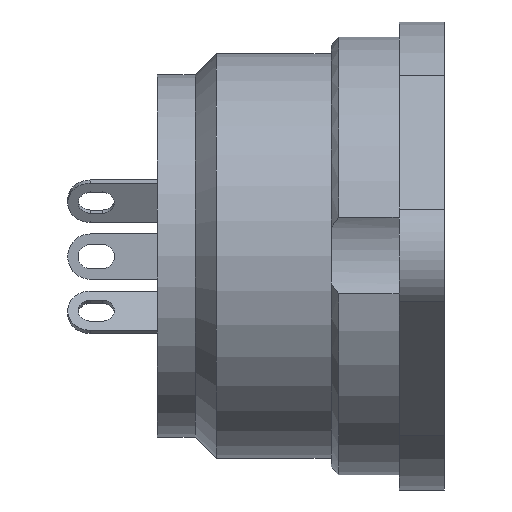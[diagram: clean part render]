
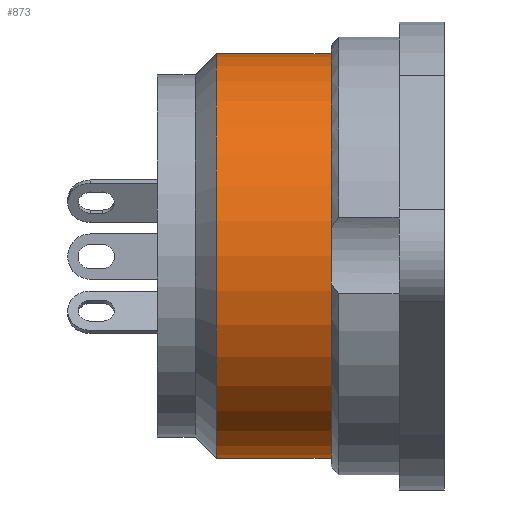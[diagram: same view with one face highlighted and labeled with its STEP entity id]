
A CAD part, top view. The second image highlights one B-rep face of the part: STEP entity #873.
In plain terms, the highlighted cylindrical face has radius 13.4 mm (diameter 26.8 mm), a full revolution.
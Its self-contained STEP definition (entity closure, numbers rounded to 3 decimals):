
#540=FACE_BOUND('',#1457,.T.);
#541=FACE_BOUND('',#1458,.T.);
#873=ADVANCED_FACE('',(#540,#541),#1015,.T.);
#1015=CYLINDRICAL_SURFACE('',#5364,13.4);
#1457=EDGE_LOOP('',(#3222));
#1458=EDGE_LOOP('',(#3223));
#3222=ORIENTED_EDGE('',*,*,#4790,.T.);
#3223=ORIENTED_EDGE('',*,*,#4823,.T.);
#4145=VERTEX_POINT('',#8398);
#4172=VERTEX_POINT('',#8637);
#4790=EDGE_CURVE('',#4145,#4145,#5146,.T.);
#4823=EDGE_CURVE('',#4172,#4172,#5153,.T.);
#5146=CIRCLE('',#5351,13.4);
#5153=CIRCLE('',#5363,13.4);
#5351=AXIS2_PLACEMENT_3D('',#8397,#6064,#6065);
#5363=AXIS2_PLACEMENT_3D('',#8636,#6088,#6089);
#5364=AXIS2_PLACEMENT_3D('',#8638,#6090,#6091);
#6064=DIRECTION('',(1.,0.,0.));
#6065=DIRECTION('',(0.,0.,-1.));
#6088=DIRECTION('',(-1.,0.,0.));
#6089=DIRECTION('',(0.,0.,-1.));
#6090=DIRECTION('',(1.,0.,0.));
#6091=DIRECTION('',(0.,0.,-1.));
#8397=CARTESIAN_POINT('',(3.9,0.,0.));
#8398=CARTESIAN_POINT('',(3.9,0.,-13.4));
#8636=CARTESIAN_POINT('',(11.5,0.,0.));
#8637=CARTESIAN_POINT('',(11.5,0.,-13.4));
#8638=CARTESIAN_POINT('',(3.5,0.,0.));
